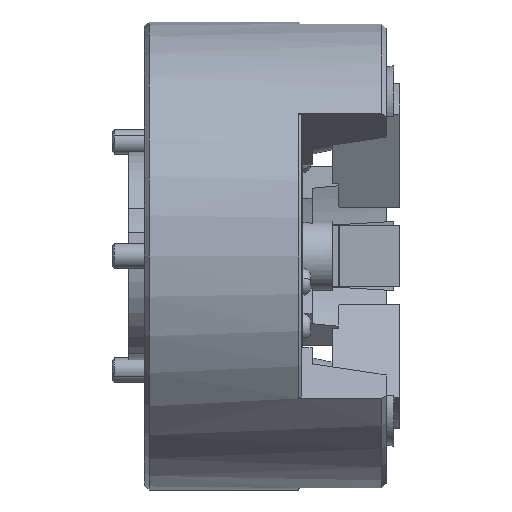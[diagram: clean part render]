
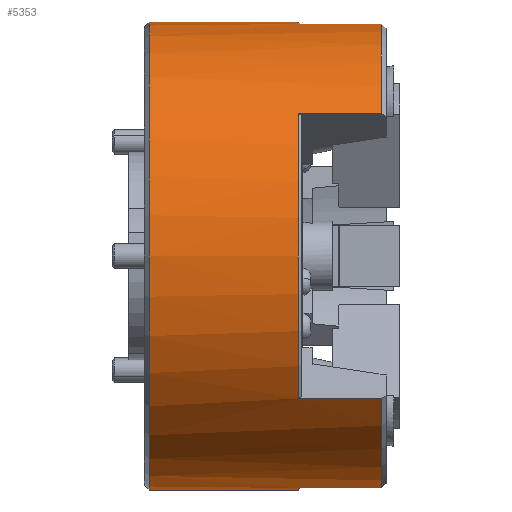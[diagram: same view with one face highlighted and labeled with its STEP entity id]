
A CAD part, front view. The second image highlights one B-rep face of the part: STEP entity #5353.
In plain terms, the highlighted cylindrical face has radius 152 mm (diameter 304 mm), a partial arc.
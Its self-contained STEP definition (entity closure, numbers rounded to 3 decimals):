
#52 = ORIENTED_EDGE ( 'NONE', *, *, #2703, .F. ) ;
#87 = CARTESIAN_POINT ( 'NONE',  ( 154., -19.84, 150.7 ) ) ;
#105 = EDGE_CURVE ( 'NONE', #8482, #1996, #6274, .T. ) ;
#162 = DIRECTION ( 'NONE',  ( -1., 0., 0. ) ) ;
#388 = ORIENTED_EDGE ( 'NONE', *, *, #3026, .T. ) ;
#419 = EDGE_CURVE ( 'NONE', #3019, #3939, #525, .T. ) ;
#427 = EDGE_CURVE ( 'NONE', #3282, #3019, #4286, .T. ) ;
#445 = EDGE_CURVE ( 'NONE', #1996, #958, #1070, .T. ) ;
#525 = CIRCLE ( 'NONE', #8512, 152. ) ;
#544 = CARTESIAN_POINT ( 'NONE',  ( 0., -120.59, 92.532 ) ) ;
#545 = AXIS2_PLACEMENT_3D ( 'NONE', #7191, #6074, #4204 ) ;
#597 = CARTESIAN_POINT ( 'NONE',  ( 0., 0., -152. ) ) ;
#628 = ORIENTED_EDGE ( 'NONE', *, *, #1107, .T. ) ;
#692 = LINE ( 'NONE', #597, #7566 ) ;
#711 = ORIENTED_EDGE ( 'NONE', *, *, #105, .T. ) ;
#753 = VECTOR ( 'NONE', #5103, 1000. ) ;
#779 = VECTOR ( 'NONE', #2825, 1000. ) ;
#783 = DIRECTION ( 'NONE',  ( 0., 0., -1. ) ) ;
#786 = CARTESIAN_POINT ( 'NONE',  ( 0., -19.84, 150.7 ) ) ;
#878 = FACE_OUTER_BOUND ( 'NONE', #4139, .T. ) ;
#958 = VERTEX_POINT ( 'NONE', #3212 ) ;
#1070 = CIRCLE ( 'NONE', #8046, 152. ) ;
#1107 = EDGE_CURVE ( 'NONE', #2913, #8482, #6619, .T. ) ;
#1221 = EDGE_CURVE ( 'NONE', #7867, #5530, #1459, .T. ) ;
#1256 = DIRECTION ( 'NONE',  ( 0., 0., 1. ) ) ;
#1280 = CARTESIAN_POINT ( 'NONE',  ( 100., -120.59, -92.532 ) ) ;
#1286 = VERTEX_POINT ( 'NONE', #87 ) ;
#1406 = DIRECTION ( 'NONE',  ( 0., 0., 1. ) ) ;
#1459 = CIRCLE ( 'NONE', #4267, 152. ) ;
#1619 = CARTESIAN_POINT ( 'NONE',  ( 3., 0., 152. ) ) ;
#1755 = ORIENTED_EDGE ( 'NONE', *, *, #427, .T. ) ;
#1839 = DIRECTION ( 'NONE',  ( -1., 0., 0. ) ) ;
#1907 = CARTESIAN_POINT ( 'NONE',  ( 3., 0., 0. ) ) ;
#1996 = VERTEX_POINT ( 'NONE', #1619 ) ;
#2312 = DIRECTION ( 'NONE',  ( 0., 0., 1. ) ) ;
#2477 = CIRCLE ( 'NONE', #4595, 152. ) ;
#2545 = LINE ( 'NONE', #5507, #779 ) ;
#2566 = CARTESIAN_POINT ( 'NONE',  ( 154., -19.84, -150.7 ) ) ;
#2703 = EDGE_CURVE ( 'NONE', #2862, #958, #692, .T. ) ;
#2757 = EDGE_CURVE ( 'NONE', #2862, #3282, #2477, .T. ) ;
#2825 = DIRECTION ( 'NONE',  ( -1., 0., 0. ) ) ;
#2862 = VERTEX_POINT ( 'NONE', #5380 ) ;
#2913 = VERTEX_POINT ( 'NONE', #3758 ) ;
#2972 = DIRECTION ( 'NONE',  ( -1., 0., 0. ) ) ;
#3019 = VERTEX_POINT ( 'NONE', #2566 ) ;
#3026 = EDGE_CURVE ( 'NONE', #5530, #7543, #3907, .T. ) ;
#3115 = DIRECTION ( 'NONE',  ( 1., 0., 0. ) ) ;
#3212 = CARTESIAN_POINT ( 'NONE',  ( 3., 0., -152. ) ) ;
#3282 = VERTEX_POINT ( 'NONE', #7755 ) ;
#3752 = CARTESIAN_POINT ( 'NONE',  ( 100., 0., 152. ) ) ;
#3758 = CARTESIAN_POINT ( 'NONE',  ( 100., -19.84, 150.7 ) ) ;
#3907 = LINE ( 'NONE', #544, #8394 ) ;
#3938 = CARTESIAN_POINT ( 'NONE',  ( 100., 0., 0. ) ) ;
#3939 = VERTEX_POINT ( 'NONE', #4028 ) ;
#4023 = DIRECTION ( 'NONE',  ( 0., 0., 1. ) ) ;
#4028 = CARTESIAN_POINT ( 'NONE',  ( 154., -120.59, -92.532 ) ) ;
#4124 = CARTESIAN_POINT ( 'NONE',  ( 0., -19.84, -150.7 ) ) ;
#4139 = EDGE_LOOP ( 'NONE', ( #52, #4235, #1755, #6318, #5429, #7896, #388, #7779, #5517, #628, #711, #6300 ) ) ;
#4204 = DIRECTION ( 'NONE',  ( 0., 0., 1. ) ) ;
#4235 = ORIENTED_EDGE ( 'NONE', *, *, #2757, .T. ) ;
#4267 = AXIS2_PLACEMENT_3D ( 'NONE', #3938, #5886, #4023 ) ;
#4286 = LINE ( 'NONE', #4124, #753 ) ;
#4375 = EDGE_CURVE ( 'NONE', #7543, #1286, #4793, .T. ) ;
#4523 = CARTESIAN_POINT ( 'NONE',  ( 154., 0., 0. ) ) ;
#4595 = AXIS2_PLACEMENT_3D ( 'NONE', #5990, #162, #1256 ) ;
#4793 = CIRCLE ( 'NONE', #5932, 152. ) ;
#4876 = VECTOR ( 'NONE', #7410, 1000. ) ;
#5103 = DIRECTION ( 'NONE',  ( 1., 0., 0. ) ) ;
#5215 = VECTOR ( 'NONE', #8242, 1000. ) ;
#5353 = ADVANCED_FACE ( 'NONE', ( #878 ), #5936, .T. ) ;
#5380 = CARTESIAN_POINT ( 'NONE',  ( 100., 0., -152. ) ) ;
#5429 = ORIENTED_EDGE ( 'NONE', *, *, #7981, .T. ) ;
#5478 = DIRECTION ( 'NONE',  ( -1., 0., 0. ) ) ;
#5507 = CARTESIAN_POINT ( 'NONE',  ( 0., -120.59, -92.532 ) ) ;
#5517 = ORIENTED_EDGE ( 'NONE', *, *, #7497, .T. ) ;
#5530 = VERTEX_POINT ( 'NONE', #7340 ) ;
#5886 = DIRECTION ( 'NONE',  ( -1., 0., 0. ) ) ;
#5932 = AXIS2_PLACEMENT_3D ( 'NONE', #8522, #5478, #1406 ) ;
#5936 = CYLINDRICAL_SURFACE ( 'NONE', #545, 152. ) ;
#5990 = CARTESIAN_POINT ( 'NONE',  ( 100., 0., 0. ) ) ;
#6074 = DIRECTION ( 'NONE',  ( -1., 0., 0. ) ) ;
#6213 = AXIS2_PLACEMENT_3D ( 'NONE', #8278, #2972, #2312 ) ;
#6274 = LINE ( 'NONE', #6645, #4876 ) ;
#6300 = ORIENTED_EDGE ( 'NONE', *, *, #445, .T. ) ;
#6318 = ORIENTED_EDGE ( 'NONE', *, *, #419, .T. ) ;
#6619 = CIRCLE ( 'NONE', #6213, 152. ) ;
#6645 = CARTESIAN_POINT ( 'NONE',  ( 0., 0., 152. ) ) ;
#7191 = CARTESIAN_POINT ( 'NONE',  ( 0., 0., 0. ) ) ;
#7224 = LINE ( 'NONE', #786, #5215 ) ;
#7340 = CARTESIAN_POINT ( 'NONE',  ( 100., -120.59, 92.532 ) ) ;
#7366 = DIRECTION ( 'NONE',  ( -1., 0., 0. ) ) ;
#7410 = DIRECTION ( 'NONE',  ( -1., 0., 0. ) ) ;
#7497 = EDGE_CURVE ( 'NONE', #1286, #2913, #7224, .T. ) ;
#7543 = VERTEX_POINT ( 'NONE', #7695 ) ;
#7566 = VECTOR ( 'NONE', #1839, 1000. ) ;
#7695 = CARTESIAN_POINT ( 'NONE',  ( 154., -120.59, 92.532 ) ) ;
#7755 = CARTESIAN_POINT ( 'NONE',  ( 100., -19.84, -150.7 ) ) ;
#7779 = ORIENTED_EDGE ( 'NONE', *, *, #4375, .T. ) ;
#7867 = VERTEX_POINT ( 'NONE', #1280 ) ;
#7896 = ORIENTED_EDGE ( 'NONE', *, *, #1221, .T. ) ;
#7981 = EDGE_CURVE ( 'NONE', #3939, #7867, #2545, .T. ) ;
#8046 = AXIS2_PLACEMENT_3D ( 'NONE', #1907, #8229, #783 ) ;
#8229 = DIRECTION ( 'NONE',  ( 1., 0., 0. ) ) ;
#8242 = DIRECTION ( 'NONE',  ( -1., 0., 0. ) ) ;
#8278 = CARTESIAN_POINT ( 'NONE',  ( 100., 0., 0. ) ) ;
#8394 = VECTOR ( 'NONE', #3115, 1000. ) ;
#8482 = VERTEX_POINT ( 'NONE', #3752 ) ;
#8512 = AXIS2_PLACEMENT_3D ( 'NONE', #4523, #7366, #8541 ) ;
#8522 = CARTESIAN_POINT ( 'NONE',  ( 154., 0., 0. ) ) ;
#8541 = DIRECTION ( 'NONE',  ( 0., 0., 1. ) ) ;
